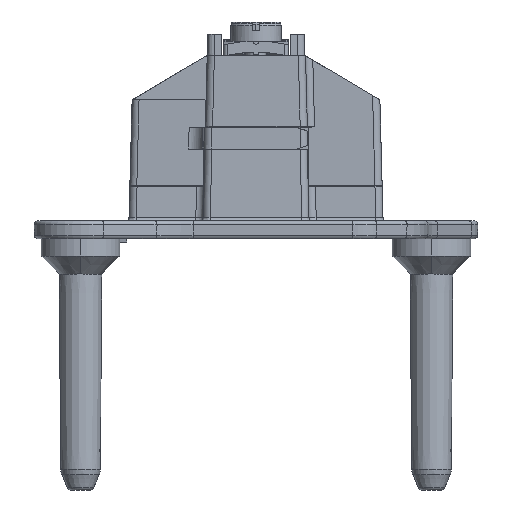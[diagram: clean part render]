
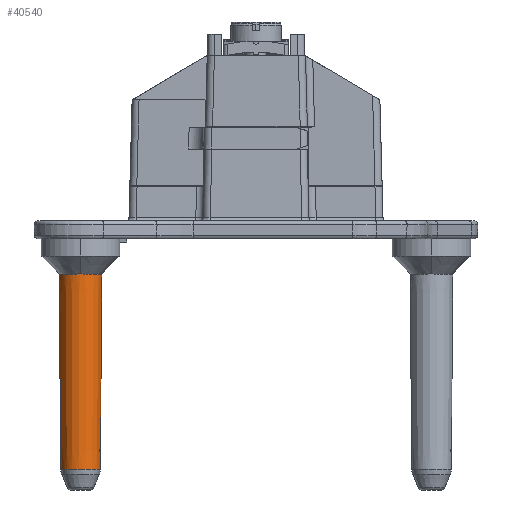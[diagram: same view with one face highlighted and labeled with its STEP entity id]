
A CAD part, left-side view. The second image highlights one B-rep face of the part: STEP entity #40540.
In plain terms, the highlighted conical face has half-angle 0.468 degrees and reference radius 2.881 mm.
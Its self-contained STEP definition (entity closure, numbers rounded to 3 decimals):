
#13011=CARTESIAN_POINT('',(-61.197,24.45,
-7.4));
#13012=CARTESIAN_POINT('',(-61.197,24.536,
-7.4));
#13013=CARTESIAN_POINT('',(-61.182,24.707,
-7.412));
#13014=CARTESIAN_POINT('',(-61.152,24.962,
-7.407));
#13015=CARTESIAN_POINT('',(-61.096,25.214,
-7.409));
#13016=CARTESIAN_POINT('',(-61.021,25.459,
-7.408));
#13017=CARTESIAN_POINT('',(-60.923,25.698,
-7.408));
#13018=CARTESIAN_POINT('',(-60.805,25.928,
-7.408));
#13019=CARTESIAN_POINT('',(-60.669,26.146,
-7.408));
#13020=CARTESIAN_POINT('',(-60.514,26.352,
-7.408));
#13021=CARTESIAN_POINT('',(-60.341,26.545,
-7.408));
#13022=CARTESIAN_POINT('',(-60.153,26.721,
-7.408));
#13023=CARTESIAN_POINT('',(-59.951,26.88,
-7.408));
#13024=CARTESIAN_POINT('',(-59.735,27.022,
-7.408));
#13025=CARTESIAN_POINT('',(-59.508,27.145,
-7.408));
#13026=CARTESIAN_POINT('',(-59.272,27.247,
-7.408));
#13027=CARTESIAN_POINT('',(-59.029,27.329,
-7.407));
#13028=CARTESIAN_POINT('',(-58.778,27.388,
-7.411));
#13029=CARTESIAN_POINT('',(-58.609,27.416,
-7.401));
#13030=CARTESIAN_POINT('',(-58.524,27.426,
-7.401));
#13032=CARTESIAN_POINT('',(-57.876,21.474,
-7.401));
#13033=CARTESIAN_POINT('',(-57.963,21.465,
-7.401));
#13034=CARTESIAN_POINT('',(-58.139,21.456,
-7.411));
#13035=CARTESIAN_POINT('',(-58.404,21.461,
-7.407));
#13036=CARTESIAN_POINT('',(-58.666,21.491,
-7.408));
#13037=CARTESIAN_POINT('',(-58.925,21.543,
-7.408));
#13038=CARTESIAN_POINT('',(-59.18,21.619,
-7.408));
#13039=CARTESIAN_POINT('',(-59.426,21.717,
-7.408));
#13040=CARTESIAN_POINT('',(-59.662,21.835,
-7.408));
#13041=CARTESIAN_POINT('',(-59.888,21.975,
-7.408));
#13042=CARTESIAN_POINT('',(-60.1,22.134,-7.408));
#13043=CARTESIAN_POINT('',(-60.297,22.31,
-7.408));
#13044=CARTESIAN_POINT('',(-60.478,22.504,
-7.408));
#13045=CARTESIAN_POINT('',(-60.641,22.713,
-7.408));
#13046=CARTESIAN_POINT('',(-60.784,22.935,
-7.408));
#13047=CARTESIAN_POINT('',(-60.908,23.17,
-7.408));
#13048=CARTESIAN_POINT('',(-61.011,23.415,
-7.408));
#13049=CARTESIAN_POINT('',(-61.091,23.666,
-7.409));
#13050=CARTESIAN_POINT('',(-61.15,23.924,
-7.407));
#13051=CARTESIAN_POINT('',(-61.181,24.186,
-7.412));
#13052=CARTESIAN_POINT('',(-61.197,24.362,
-7.4));
#13053=CARTESIAN_POINT('',(-61.197,24.45,
-7.4));
#13055=CARTESIAN_POINT('',(-58.2,24.45,-34.616));
#13056=DIRECTION('',(0.,0.,1.));
#13057=DIRECTION('',(-0.108,0.994,0.));
#13058=AXIS2_PLACEMENT_3D('',#13055,#13056,#13057);
#13087=DIRECTION('',(0.001,-0.008,-1.));
#13088=VECTOR('',#13087,27.216);
#13089=CARTESIAN_POINT('',(-58.524,27.426,
-7.401));
#13090=LINE('',#13089,#13088);
#13096=DIRECTION('',(0.001,-0.008,1.));
#13097=VECTOR('',#13096,27.216);
#13098=CARTESIAN_POINT('',(-57.9,21.697,
-34.616));
#13099=LINE('',#13098,#13097);
#13119=CARTESIAN_POINT('',(-57.876,21.474,
-7.401));
#15223=CARTESIAN_POINT('',(-58.5,27.203,
-34.616));
#15224=CARTESIAN_POINT('',(-57.9,21.697,
-34.616));
#15225=VERTEX_POINT('',#15223);
#15226=VERTEX_POINT('',#15224);
#15807=VERTEX_POINT('',#13011);
#15808=VERTEX_POINT('',#13030);
#15814=VERTEX_POINT('',#13119);
#40524=CARTESIAN_POINT('',(-58.2,24.45,-21.008));
#40525=DIRECTION('',(0.,0.,1.));
#40526=DIRECTION('',(1.,0.,0.));
#40527=AXIS2_PLACEMENT_3D('',#40524,#40525,#40526);
#40528=CONICAL_SURFACE('',#40527,2.881,0.468);
#40529=ORIENTED_EDGE('',*,*,#40505,.F.);
#40531=ORIENTED_EDGE('',*,*,#40530,.F.);
#40533=ORIENTED_EDGE('',*,*,#40532,.F.);
#40535=ORIENTED_EDGE('',*,*,#40534,.F.);
#40537=ORIENTED_EDGE('',*,*,#40536,.F.);
#40538=EDGE_LOOP('',(#40529,#40531,#40533,#40535,#40537));
#40539=FACE_OUTER_BOUND('',#40538,.F.);
#40540=ADVANCED_FACE('',(#40539),#40528,.T.);
#13031=B_SPLINE_CURVE_WITH_KNOTS('',3,(#13011,#13012,#13013,#13014,#13015,
#13016,#13017,#13018,#13019,#13020,#13021,#13022,#13023,#13024,#13025,#13026,
#13027,#13028,#13029,#13030),.UNSPECIFIED.,.F.,.F.,(4,1,1,1,1,1,1,1,1,1,1,1,1,1,
1,1,1,4),(0.,0.059,0.118,0.176,
0.235,0.294,0.353,0.412,
0.471,0.529,0.588,0.647,
0.706,0.765,0.824,0.882,
0.941,1.),.UNSPECIFIED.);
#13054=B_SPLINE_CURVE_WITH_KNOTS('',3,(#13032,#13033,#13034,#13035,#13036,
#13037,#13038,#13039,#13040,#13041,#13042,#13043,#13044,#13045,#13046,#13047,
#13048,#13049,#13050,#13051,#13052,#13053),.UNSPECIFIED.,.F.,.F.,(4,1,1,1,1,1,1,
1,1,1,1,1,1,1,1,1,1,1,1,4),(0.,0.053,0.105,
0.158,0.211,0.263,0.316,
0.368,0.421,0.474,0.526,
0.579,0.632,0.684,0.737,
0.789,0.842,0.895,0.947,1.),
.UNSPECIFIED.);
#13059=CIRCLE('',#13058,2.769);
#40505=EDGE_CURVE('',#15807,#15808,#13031,.T.);
#40530=EDGE_CURVE('',#15814,#15807,#13054,.T.);
#40532=EDGE_CURVE('',#15226,#15814,#13099,.T.);
#40534=EDGE_CURVE('',#15225,#15226,#13059,.T.);
#40536=EDGE_CURVE('',#15808,#15225,#13090,.T.);
